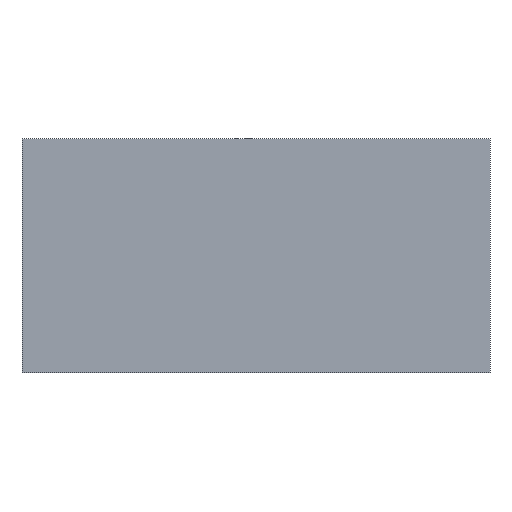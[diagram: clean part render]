
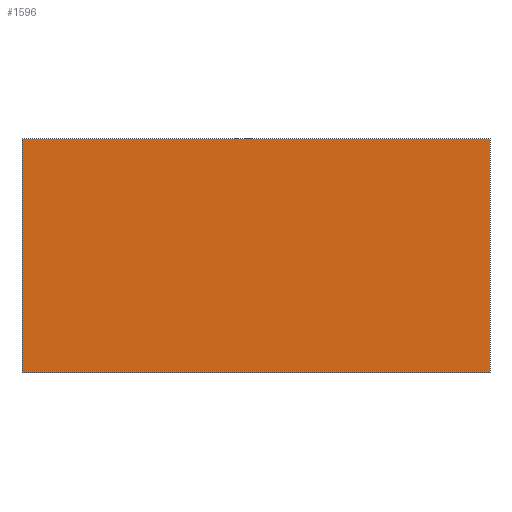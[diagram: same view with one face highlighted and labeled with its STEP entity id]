
A CAD part, front view. The second image highlights one B-rep face of the part: STEP entity #1596.
In plain terms, the highlighted planar face has unit normal (0, -1, 0).
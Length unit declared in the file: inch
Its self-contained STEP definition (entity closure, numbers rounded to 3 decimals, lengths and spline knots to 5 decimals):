
#16 = PLANE ( 'NONE',  #1094 ) ;
#133 = VERTEX_POINT ( 'NONE', #1950 ) ;
#183 = EDGE_LOOP ( 'NONE', ( #1618, #634, #1335, #584 ) ) ;
#189 = VECTOR ( 'NONE', #786, 39.37008 ) ;
#191 = LINE ( 'NONE', #507, #189 ) ;
#260 = VECTOR ( 'NONE', #917, 39.37008 ) ;
#478 = VERTEX_POINT ( 'NONE', #2037 ) ;
#507 = CARTESIAN_POINT ( 'NONE',  ( -0.23622, 0., 0.11811 ) ) ;
#535 = EDGE_CURVE ( 'NONE', #1055, #133, #669, .T. ) ;
#584 = ORIENTED_EDGE ( 'NONE', *, *, #1209, .F. ) ;
#588 = LINE ( 'NONE', #1048, #1394 ) ;
#634 = ORIENTED_EDGE ( 'NONE', *, *, #535, .F. ) ;
#669 = LINE ( 'NONE', #1403, #727 ) ;
#727 = VECTOR ( 'NONE', #1074, 39.37008 ) ;
#786 = DIRECTION ( 'NONE',  ( 0., 0., 1. ) ) ;
#902 = CARTESIAN_POINT ( 'NONE',  ( 0.23622, 0., 0.11811 ) ) ;
#917 = DIRECTION ( 'NONE',  ( 0., 0., -1. ) ) ;
#1048 = CARTESIAN_POINT ( 'NONE',  ( -0.23622, 0., -0.11811 ) ) ;
#1055 = VERTEX_POINT ( 'NONE', #1320 ) ;
#1074 = DIRECTION ( 'NONE',  ( 1., 0., 0. ) ) ;
#1094 = AXIS2_PLACEMENT_3D ( 'NONE', #1437, #1264, #1883 ) ;
#1162 = EDGE_CURVE ( 'NONE', #133, #478, #1206, .T. ) ;
#1206 = LINE ( 'NONE', #902, #260 ) ;
#1209 = EDGE_CURVE ( 'NONE', #478, #1889, #588, .T. ) ;
#1264 = DIRECTION ( 'NONE',  ( 0., -1., 0. ) ) ;
#1320 = CARTESIAN_POINT ( 'NONE',  ( -0.23622, 0., 0.11811 ) ) ;
#1335 = ORIENTED_EDGE ( 'NONE', *, *, #1431, .F. ) ;
#1394 = VECTOR ( 'NONE', #1877, 39.37008 ) ;
#1403 = CARTESIAN_POINT ( 'NONE',  ( -0.23622, 0., 0.11811 ) ) ;
#1431 = EDGE_CURVE ( 'NONE', #1889, #1055, #191, .T. ) ;
#1437 = CARTESIAN_POINT ( 'NONE',  ( 0., 0., 0. ) ) ;
#1596 = ADVANCED_FACE ( 'NONE', ( #1921 ), #16, .T. ) ;
#1618 = ORIENTED_EDGE ( 'NONE', *, *, #1162, .F. ) ;
#1877 = DIRECTION ( 'NONE',  ( -1., 0., 0. ) ) ;
#1883 = DIRECTION ( 'NONE',  ( 0., 0., -1. ) ) ;
#1889 = VERTEX_POINT ( 'NONE', #2012 ) ;
#1921 = FACE_OUTER_BOUND ( 'NONE', #183, .T. ) ;
#1950 = CARTESIAN_POINT ( 'NONE',  ( 0.23622, 0., 0.11811 ) ) ;
#2012 = CARTESIAN_POINT ( 'NONE',  ( -0.23622, 0., -0.11811 ) ) ;
#2037 = CARTESIAN_POINT ( 'NONE',  ( 0.23622, 0., -0.11811 ) ) ;
